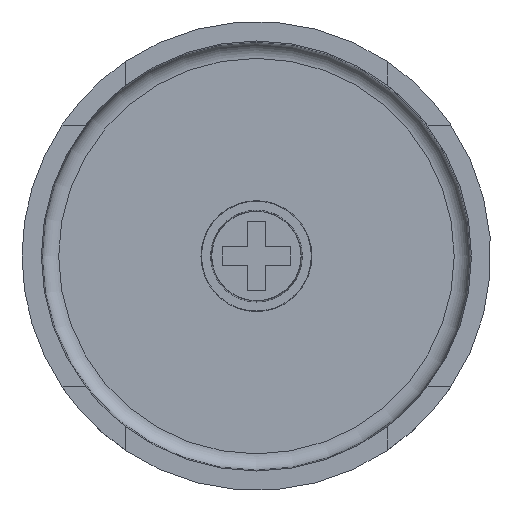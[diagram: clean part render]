
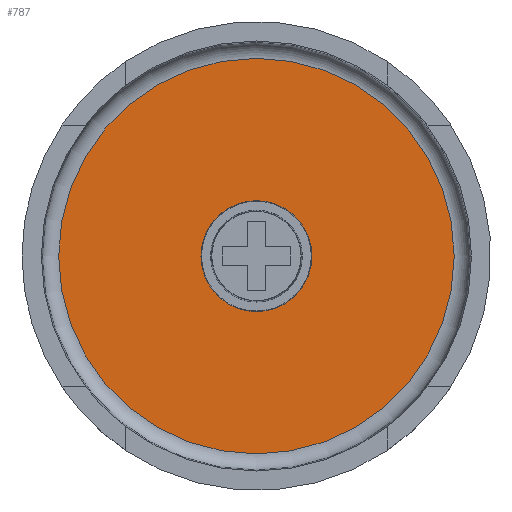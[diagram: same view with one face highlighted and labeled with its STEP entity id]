
A CAD part, top view. The second image highlights one B-rep face of the part: STEP entity #787.
In plain terms, the highlighted planar face has unit normal (0, 0, 1).
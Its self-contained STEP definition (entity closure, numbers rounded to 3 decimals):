
#19=FACE_BOUND('',#150,.T.);
#54=PLANE('',#870);
#99=FACE_OUTER_BOUND('',#149,.T.);
#149=EDGE_LOOP('',(#701));
#150=EDGE_LOOP('',(#702));
#332=CIRCLE('',#852,12.083);
#334=CIRCLE('',#869,3.388);
#376=VERTEX_POINT('',#1252);
#402=VERTEX_POINT('',#1333);
#469=EDGE_CURVE('',#376,#376,#332,.T.);
#508=EDGE_CURVE('',#402,#402,#334,.T.);
#701=ORIENTED_EDGE('',*,*,#469,.T.);
#702=ORIENTED_EDGE('',*,*,#508,.T.);
#787=ADVANCED_FACE('',(#99,#19),#54,.T.);
#852=AXIS2_PLACEMENT_3D('',#1254,#1029,#1030);
#869=AXIS2_PLACEMENT_3D('',#1334,#1100,#1101);
#870=AXIS2_PLACEMENT_3D('',#1336,#1103,#1104);
#1029=DIRECTION('center_axis',(0.,0.,1.));
#1030=DIRECTION('ref_axis',(1.,0.,0.));
#1100=DIRECTION('center_axis',(0.,0.,-1.));
#1101=DIRECTION('ref_axis',(1.,0.,0.));
#1103=DIRECTION('center_axis',(0.,0.,1.));
#1104=DIRECTION('ref_axis',(1.,0.,0.));
#1252=CARTESIAN_POINT('',(76.317,-2.,1.863));
#1254=CARTESIAN_POINT('Origin',(88.4,-2.,1.863));
#1333=CARTESIAN_POINT('',(85.012,-2.,1.863));
#1334=CARTESIAN_POINT('Origin',(88.4,-2.,1.863));
#1336=CARTESIAN_POINT('Origin',(88.4,-2.,1.863));
